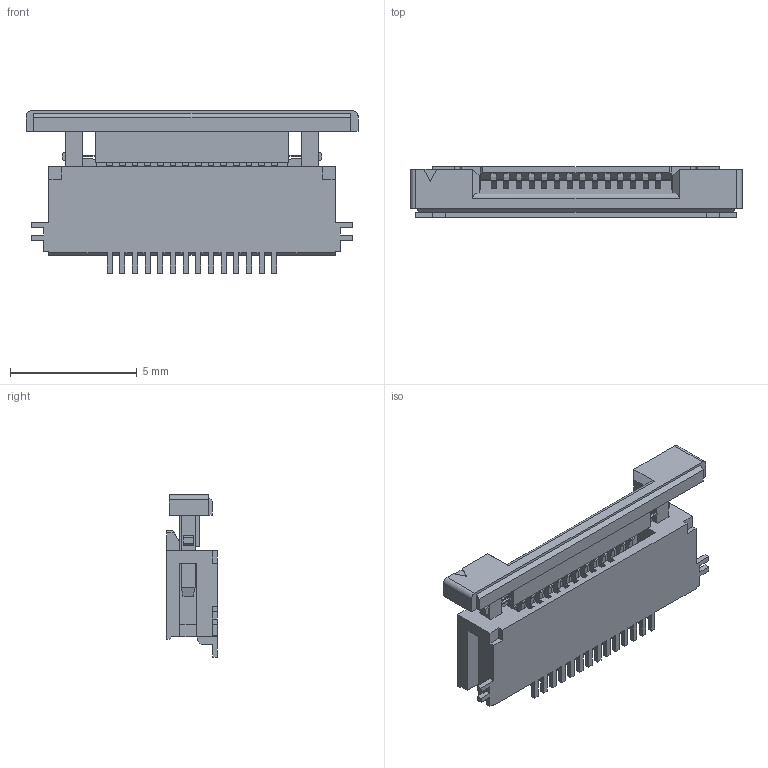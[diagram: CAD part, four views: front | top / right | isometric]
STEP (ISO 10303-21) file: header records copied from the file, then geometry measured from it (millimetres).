
FILE_DESCRIPTION((''),'2;1');
FILE_NAME('527451433','2016-06-29T',('rlalsangi'),(''),'PRO/ENGINEER BY PARAMETRIC TECHNOLOGY CORPORATION, 2012310','PRO/ENGINEER BY PARAMETRIC TECHNOLOGY CORPORATION, 2012310','');
FILE_SCHEMA(('CONFIG_CONTROL_DESIGN'));
Length unit declared in the file: millimetre
Products named in the file (1): 527451433
Bounding box: 13.1 x 2 x 6.4 mm (x, y, z)
Volume: 74 mm3; surface area: 377.8 mm2
Topology: 1 solids, 1 shells, 567 faces, 1701 edges, 1146 vertices
Faces by surface type: plane 518, cylinder 49
Entity records: 18768 total; most frequent: CARTESIAN_POINT 3361, ORIENTED_EDGE 3266, DIRECTION 2935, EDGE_CURVE 1633, VECTOR 1599, LINE 1599, VERTEX_POINT 1078, AXIS2_PLACEMENT_3D 668
